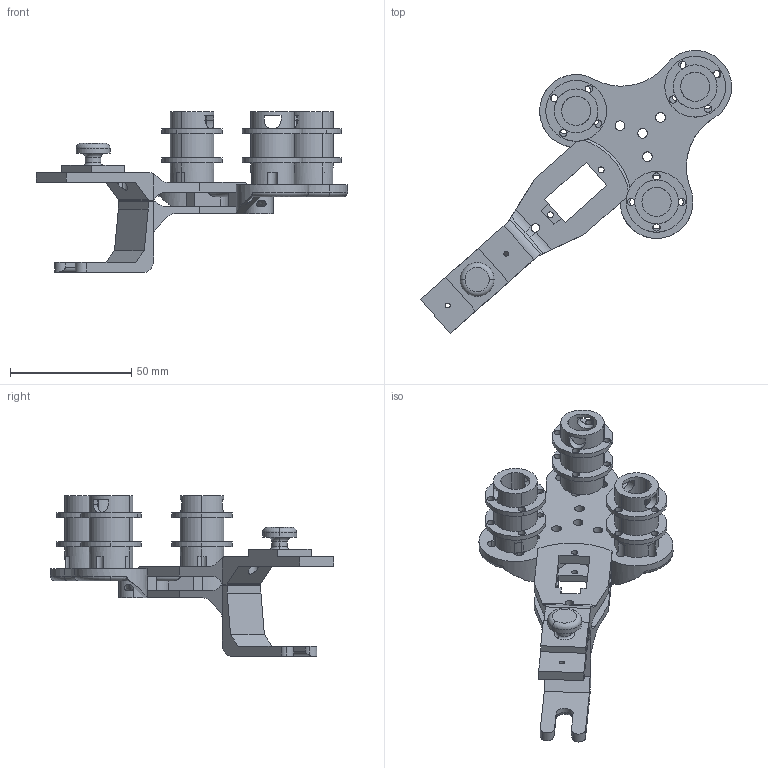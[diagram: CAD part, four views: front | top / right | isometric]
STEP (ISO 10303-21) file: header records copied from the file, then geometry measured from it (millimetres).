
FILE_DESCRIPTION (( 'STEP AP203' ), '1' );
FILE_NAME ('Spring holder_Default_sldprt.STEP', '2024-01-15T17:59:28', ( '' ), ( '' ), 'SwSTEP 2.0', 'SolidWorks 2022', '' );
FILE_SCHEMA (( 'CONFIG_CONTROL_DESIGN' ));
Length unit declared in the file: millimetre
Products named in the file (1): Spring holder_Default_sldprt
Bounding box: 128.09 x 116.5 x 66 mm (x, y, z)
Volume: 51037.9 mm3; surface area: 31889.3 mm2
Topology: 1 solids, 1 shells, 332 faces, 1043 edges, 652 vertices
Faces by surface type: cylinder 179, plane 125, torus 16, bspline 9, cone 3
Entity records: 13504 total; most frequent: CARTESIAN_POINT 3907, DIRECTION 2071, ORIENTED_EDGE 2062, EDGE_CURVE 1031, AXIS2_PLACEMENT_3D 820, VERTEX_POINT 646, CIRCLE 496, LINE 431
